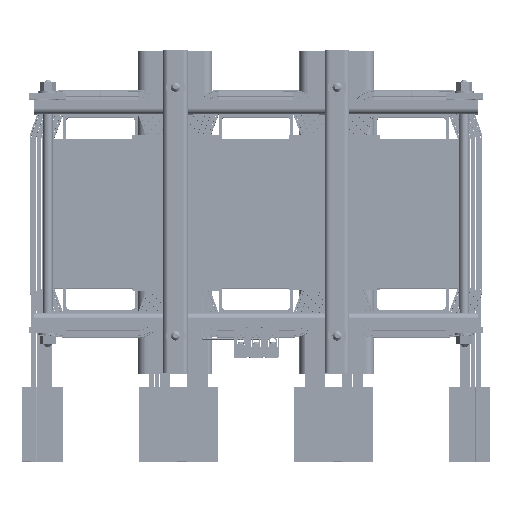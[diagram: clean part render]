
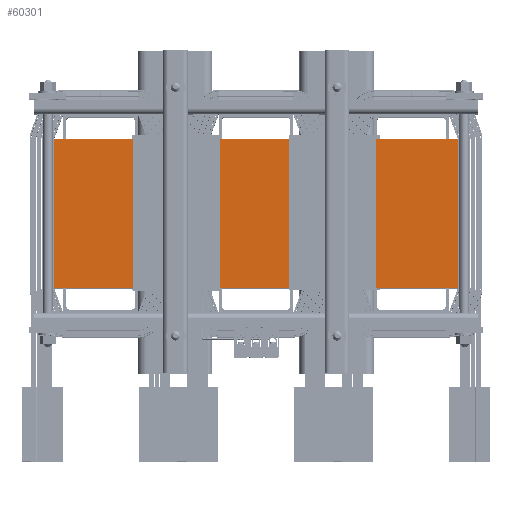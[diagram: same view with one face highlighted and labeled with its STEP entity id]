
A CAD part, top view. The second image highlights one B-rep face of the part: STEP entity #60301.
In plain terms, the highlighted face is planar.
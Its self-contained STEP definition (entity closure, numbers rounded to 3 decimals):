
#5403=FACE_OUTER_BOUND('',#8767,.T.);
#8767=EDGE_LOOP('',(#40045,#40046,#40047,#40048));
#12376=LINE('',#88103,#18577);
#12377=LINE('',#88105,#18578);
#12378=LINE('',#88107,#18579);
#12379=LINE('',#88108,#18580);
#18577=VECTOR('',#70249,0.394);
#18578=VECTOR('',#70250,0.394);
#18579=VECTOR('',#70251,0.394);
#18580=VECTOR('',#70252,0.394);
#24778=VERTEX_POINT('',#88101);
#24779=VERTEX_POINT('',#88102);
#24780=VERTEX_POINT('',#88104);
#24781=VERTEX_POINT('',#88106);
#30863=EDGE_CURVE('',#24778,#24779,#12376,.T.);
#30864=EDGE_CURVE('',#24780,#24778,#12377,.T.);
#30865=EDGE_CURVE('',#24781,#24780,#12378,.T.);
#30866=EDGE_CURVE('',#24779,#24781,#12379,.T.);
#40045=ORIENTED_EDGE('',*,*,#30863,.F.);
#40046=ORIENTED_EDGE('',*,*,#30864,.F.);
#40047=ORIENTED_EDGE('',*,*,#30865,.F.);
#40048=ORIENTED_EDGE('',*,*,#30866,.F.);
#58409=PLANE('',#64418);
#60301=ADVANCED_FACE('',(#5403),#58409,.F.);
#64418=AXIS2_PLACEMENT_3D('',#88100,#70247,#70248);
#70247=DIRECTION('center_axis',(0.,0.,1.));
#70248=DIRECTION('ref_axis',(1.,0.,0.));
#70249=DIRECTION('',(0.,1.,0.));
#70250=DIRECTION('',(1.,0.,0.));
#70251=DIRECTION('',(0.,-1.,0.));
#70252=DIRECTION('',(-1.,0.,0.));
#88100=CARTESIAN_POINT('Origin',(6.403,-2.058,-1.875));
#88101=CARTESIAN_POINT('',(14.528,-5.058,-1.875));
#88102=CARTESIAN_POINT('',(14.528,0.942,-1.875));
#88103=CARTESIAN_POINT('',(14.528,0.942,-1.875));
#88104=CARTESIAN_POINT('',(-1.722,-5.058,-1.875));
#88105=CARTESIAN_POINT('',(14.528,-5.058,-1.875));
#88106=CARTESIAN_POINT('',(-1.722,0.942,-1.875));
#88107=CARTESIAN_POINT('',(-1.722,-5.058,-1.875));
#88108=CARTESIAN_POINT('',(-1.722,0.942,-1.875));
